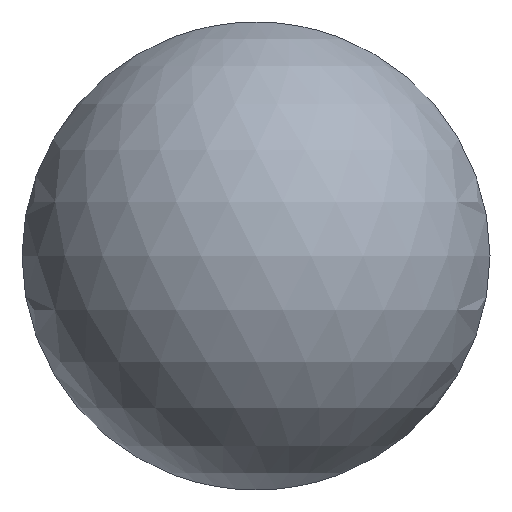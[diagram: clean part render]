
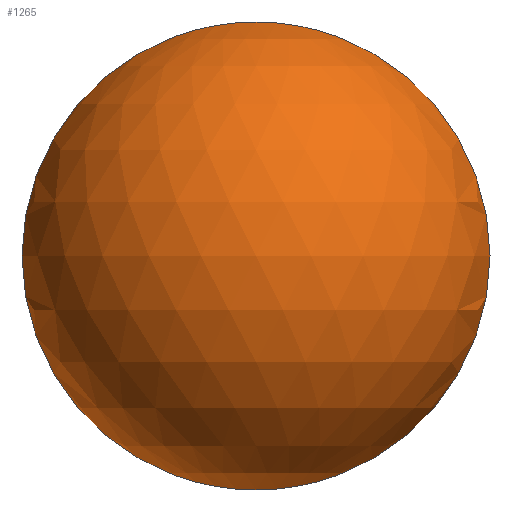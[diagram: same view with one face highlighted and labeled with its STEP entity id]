
A CAD part, left-side view. The second image highlights one B-rep face of the part: STEP entity #1265.
In plain terms, the highlighted spherical face has radius 9.525 mm.
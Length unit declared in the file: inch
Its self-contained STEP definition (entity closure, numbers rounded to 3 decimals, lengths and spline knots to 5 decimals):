
#13=SPHERICAL_SURFACE($,#1423,0.375);
#269=CIRCLE($,#1424,0.37);
#334=FACE_OUTER_BOUND($,#438,.T.);
#438=EDGE_LOOP($,(#1125));
#609=VERTEX_POINT($,#3305);
#796=EDGE_CURVE($,#609,#609,#269,.T.);
#1125=ORIENTED_EDGE($,*,*,#796,.F.);
#1265=ADVANCED_FACE($,(#334),#13,.T.);
#1423=AXIS2_PLACEMENT_3D($,#3304,#1741,#1742);
#1424=AXIS2_PLACEMENT_3D($,#3306,#1743,#1744);
#1741=DIRECTION('center_axis',(0.,0.,1.));
#1742=DIRECTION('ref_axis',(1.,0.,0.));
#1743=DIRECTION('center_axis',(1.,0.,0.));
#1744=DIRECTION('ref_axis',(0.,0.,-1.));
#3304=CARTESIAN_POINT('Origin',(-0.68247,-0.00885,0.));
#3305=CARTESIAN_POINT('',(-0.7435,0.36115,0.));
#3306=CARTESIAN_POINT('Origin',(-0.7435,-0.00885,
0.));
